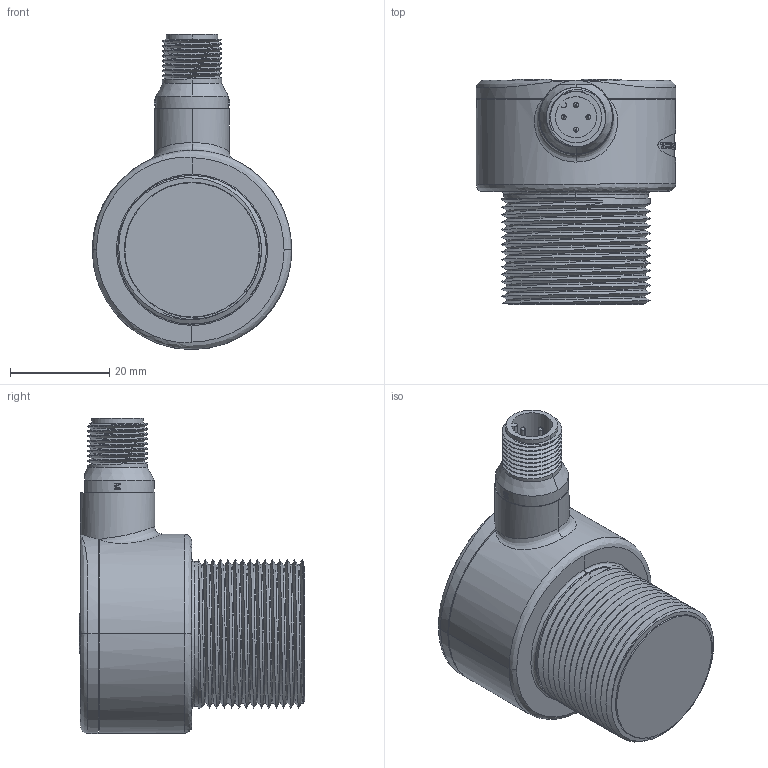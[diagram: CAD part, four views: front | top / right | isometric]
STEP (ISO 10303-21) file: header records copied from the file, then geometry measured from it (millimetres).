
FILE_DESCRIPTION((''),'2;1');
FILE_NAME('138420_SM01_ASM','2022-03-30T08:47:34',('PDMAdmin'),('BANNER ENGINEERING'),'CREO PARAMETRIC BY PTC INC, 2019292','CREO PARAMETRIC BY PTC INC, 2019292','');
FILE_SCHEMA(('CONFIG_CONTROL_DESIGN'));
Length unit declared in the file: millimetre
Products named in the file (2): 138420_EP01; 138420_SM01_ASM
Assembly tree (1 placements, depth 2):
  138420_SM01_ASM
    138420_EP01
Bounding box: 40.24 x 45.42 x 63.59 mm (x, y, z)
Volume: 45818.8 mm3; surface area: 11065.5 mm2
Topology: 1 solids, 1 shells, 446 faces, 1231 edges, 817 vertices
Faces by surface type: cylinder 218, plane 180, bspline 34, cone 8, torus 4, extrusion 2
Entity records: 27067 total; most frequent: CARTESIAN_POINT 16412, ORIENTED_EDGE 2458, DIRECTION 1843, EDGE_CURVE 1229, VERTEX_POINT 817, AXIS2_PLACEMENT_3D 661, VECTOR 521, LINE 519
